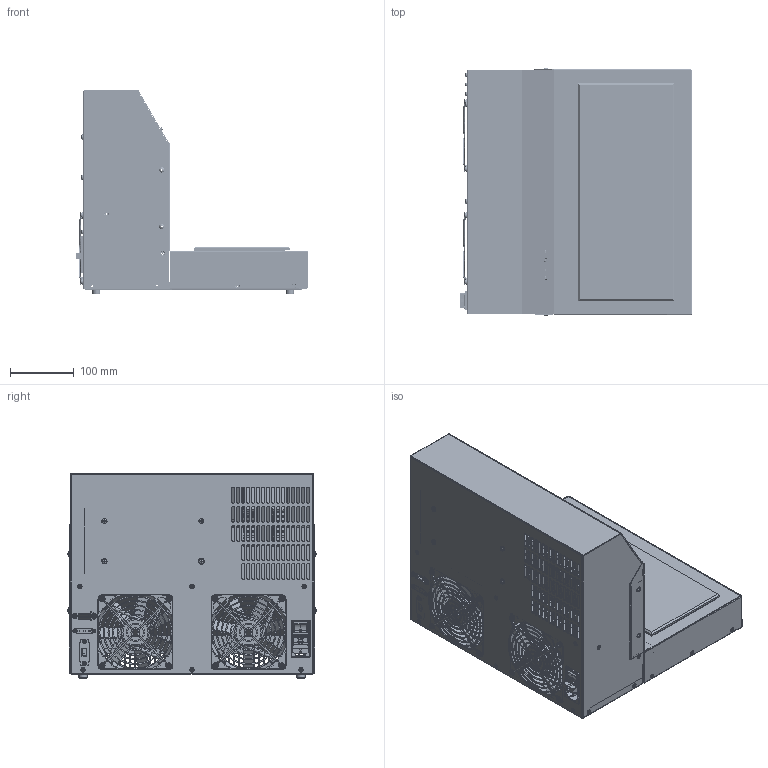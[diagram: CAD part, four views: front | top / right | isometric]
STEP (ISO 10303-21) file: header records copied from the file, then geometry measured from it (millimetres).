
FILE_DESCRIPTION (( 'STEP AP203' ), '1' );
FILE_NAME ('ERGO-900.STEP', '2019-01-16T17:22:19', ( '' ), ( '' ), 'SwSTEP 2.0', 'SolidWorks 2019', '' );
FILE_SCHEMA (( 'CONFIG_CONTROL_DESIGN' ));
Products named in the file (1): ERGO-900
Bounding box: 365.04 x 390.76 x 321.68 mm (x, y, z)
Surface area: 1876997.5 mm2 (no closed solid volume)
Topology: 0 solids, 234 shells, 1394 faces, 7965 edges, 6546 vertices
Faces by surface type: plane 699, cylinder 339, bspline 211, cone 53, torus 46, sphere 46
Entity records: 91634 total; most frequent: CARTESIAN_POINT 31798, DIRECTION 12135, ORIENTED_EDGE 10080, EDGE_CURVE 7965, VERTEX_POINT 6546, LINE 4597, VECTOR 4597, AXIS2_PLACEMENT_3D 3769
